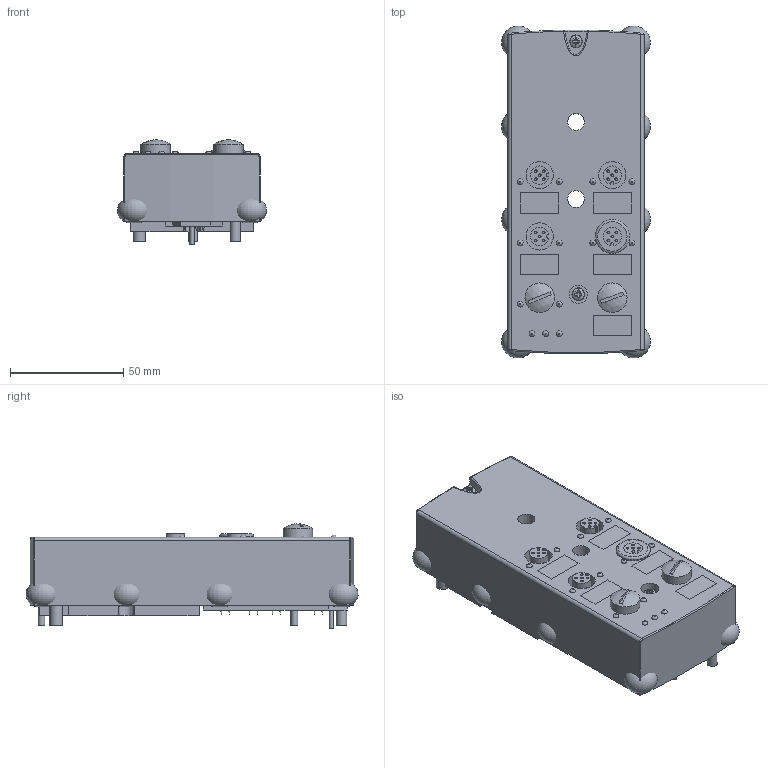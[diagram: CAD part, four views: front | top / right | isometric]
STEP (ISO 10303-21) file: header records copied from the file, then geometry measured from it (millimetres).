
FILE_DESCRIPTION(/* description */ ('Alibre Inc.'),/* implementation_level */ '2;1');
FILE_NAME(/* name */ 'export-1475C272-8621-413A-A5B1-66813DAFD2D8',/* time_stamp */ '2021-07-26T08:18:16+02:00',/* author */ (''),/* organization */ (''),/* preprocessor_version */ 'ST-DEVELOPER v17',/* originating_system */ 'Alibre',/* authorisation */ '');
FILE_SCHEMA (('AUTOMOTIVE_DESIGN'));
Length unit declared in the file: centimetre
Products named in the file (10): BENE INOX | 210216-3X30
Bounding box: 65.6 x 146.32 x 45.98 mm (x, y, z)
Volume: 284880.1 mm3; surface area: 70336.4 mm2
Topology: 37 solids, 39 shells, 923 faces, 2360 edges, 1556 vertices
Faces by surface type: cylinder 373, plane 372, cone 89, torus 70, sphere 10, bspline 8, extrusion 1
Full cylindrical faces by diameter (mm): 1.2 x20, 2 x1, 2.5 x39, 3 x11, 4 x1, 4.5 x1, 5.5 x1, 6 x8, 7.5 x4, 8 x5, 12 x15, 13 x2, 14.96 x1
Entity records: 13106 total; most frequent: CARTESIAN_POINT 3688, DIRECTION 1820, ORIENTED_EDGE 1678, EDGE_CURVE 839, AXIS2_PLACEMENT_3D 799, VERTEX_POINT 624, FACE_BOUND 619, EDGE_LOOP 603
